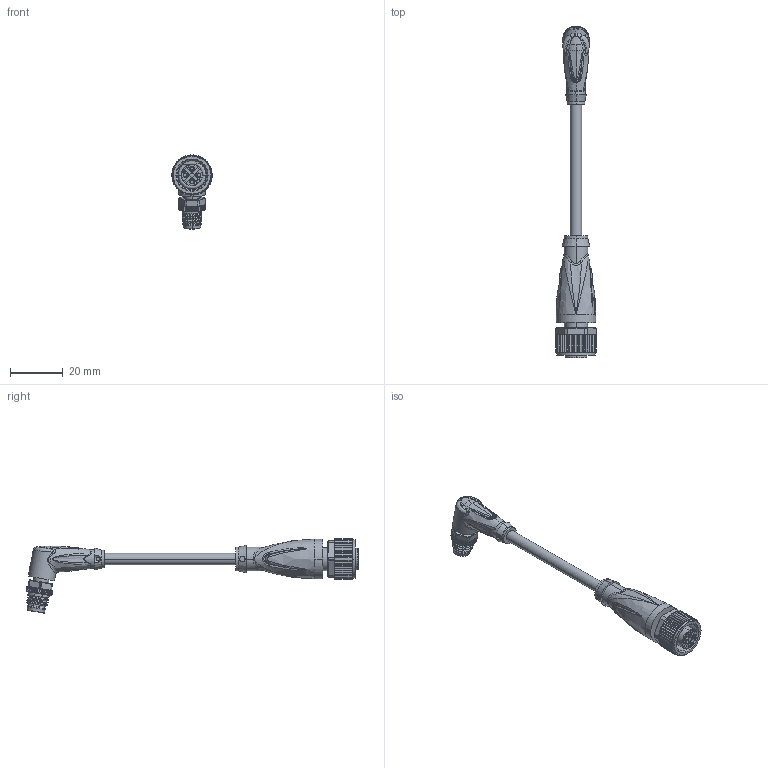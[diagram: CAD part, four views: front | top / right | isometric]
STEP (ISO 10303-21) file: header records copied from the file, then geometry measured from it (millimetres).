
FILE_DESCRIPTION(('STEP AP214'),'1');
FILE_NAME('cctmp_DDDBF670-4CC6-4597-A765-B8BD47CD886F_2022_04_27_10_41_18_0508..stp','2022-04-27T08:41:27',('KiM GmbH'),('CADClick - www.CADClick.com'),'Spatial InterOp 3D postprocessed',' ','unknown authorization');
FILE_SCHEMA(('AUTOMOTIVE_DESIGN'));
Length unit declared in the file: millimetre
Products named in the file (9): Connection2; Connection2_2; Connection2_1; T196566_1; Cable; Connection1; Connection1_2; Connection1_1; T196566
Assembly tree (8 placements, depth 4):
  T196566
    T196566_1
      Connection2
        Connection2_2
        Connection2_1
      Cable
      Connection1
        Connection1_2
        Connection1_1
Bounding box: 15.4 x 126.1 x 28.23 mm (x, y, z)
Volume: 8911.5 mm3; surface area: 7007.1 mm2
Topology: 7 solids, 27 shells, 1910 faces, 5009 edges, 3171 vertices
Faces by surface type: plane 907, cylinder 317, torus 255, bspline 247, cone 160, extrusion 16, sphere 8
Entity records: 100579 total; most frequent: CARTESIAN_POINT 46257, ORIENTED_EDGE 9930, DIRECTION 8710, EDGE_CURVE 4987, VERTEX_POINT 3171, AXIS2_PLACEMENT_3D 3055, STYLED_ITEM 2737, PRESENTATION_STYLE_ASSIGNMENT 2737
